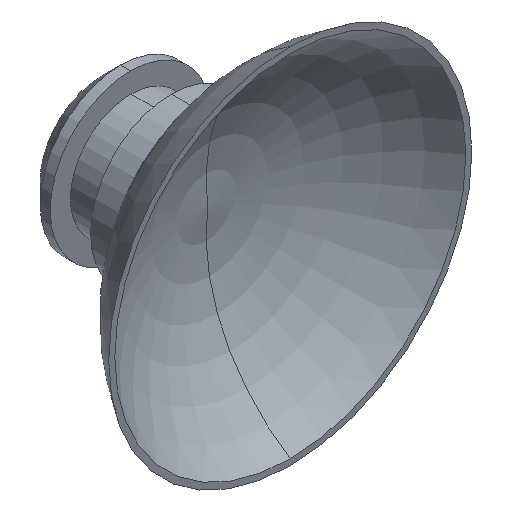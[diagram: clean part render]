
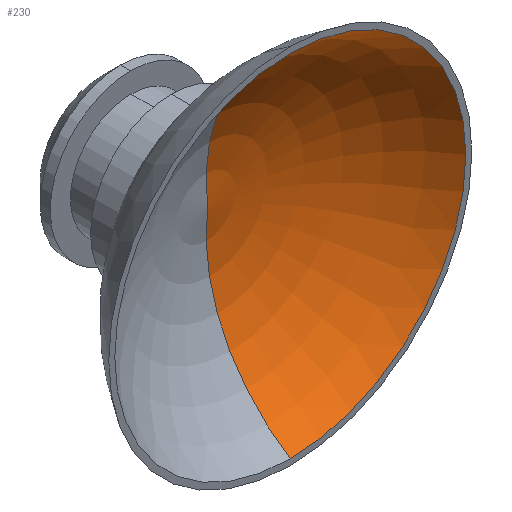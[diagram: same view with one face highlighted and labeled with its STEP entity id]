
A CAD part, isometric view. The second image highlights one B-rep face of the part: STEP entity #230.
In plain terms, the highlighted toroidal (fillet/blend) face has major radius 1.167 mm and minor radius 8.88 mm.
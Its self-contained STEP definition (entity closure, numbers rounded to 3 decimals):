
#13 = EDGE_CURVE ( 'NONE', #299, #51, #160, .T. ) ;
#44 = ORIENTED_EDGE ( 'NONE', *, *, #325, .F. ) ;
#51 = VERTEX_POINT ( 'NONE', #495 ) ;
#53 = AXIS2_PLACEMENT_3D ( 'NONE', #278, #265, #284 ) ;
#150 = VERTEX_POINT ( 'NONE', #214 ) ;
#160 = CIRCLE ( 'NONE', #339, 8.88 ) ;
#214 = CARTESIAN_POINT ( 'NONE',  ( 0., 0., 8.7 ) ) ;
#218 = EDGE_CURVE ( 'NONE', #51, #150, #297, .T. ) ;
#223 = CIRCLE ( 'NONE', #502, 8.88 ) ;
#230 = ADVANCED_FACE ( 'NONE', ( #366 ), #329, .F. ) ;
#256 = CARTESIAN_POINT ( 'NONE',  ( 0., 0., 0. ) ) ;
#259 = DIRECTION ( 'NONE',  ( 0., -1., 0. ) ) ;
#260 = DIRECTION ( 'NONE',  ( 0., 0., -1. ) ) ;
#265 = DIRECTION ( 'NONE',  ( 0., -1., 0. ) ) ;
#278 = CARTESIAN_POINT ( 'NONE',  ( 0., -4.703, 0. ) ) ;
#284 = DIRECTION ( 'NONE',  ( 0., 0., -1. ) ) ;
#297 = CIRCLE ( 'NONE', #324, 8.7 ) ;
#299 = VERTEX_POINT ( 'NONE', #395 ) ;
#324 = AXIS2_PLACEMENT_3D ( 'NONE', #256, #259, #260 ) ;
#325 = EDGE_CURVE ( 'NONE', #299, #150, #223, .T. ) ;
#329 = TOROIDAL_SURFACE ( 'NONE', #53, 1.168, 8.88 ) ;
#339 = AXIS2_PLACEMENT_3D ( 'NONE', #483, #490, #494 ) ;
#366 = FACE_OUTER_BOUND ( 'NONE', #515, .T. ) ;
#395 = CARTESIAN_POINT ( 'NONE',  ( 0., 4.1, 0. ) ) ;
#445 = CARTESIAN_POINT ( 'NONE',  ( 0., -4.703, 1.168 ) ) ;
#447 = DIRECTION ( 'NONE',  ( 1., 0., 0. ) ) ;
#450 = DIRECTION ( 'NONE',  ( 0., 0., -1. ) ) ;
#483 = CARTESIAN_POINT ( 'NONE',  ( 0., -4.703, -1.168 ) ) ;
#490 = DIRECTION ( 'NONE',  ( -1., 0., 0. ) ) ;
#494 = DIRECTION ( 'NONE',  ( 0., 0., 1. ) ) ;
#495 = CARTESIAN_POINT ( 'NONE',  ( 0., 0., -8.7 ) ) ;
#502 = AXIS2_PLACEMENT_3D ( 'NONE', #445, #447, #450 ) ;
#508 = ORIENTED_EDGE ( 'NONE', *, *, #218, .T. ) ;
#515 = EDGE_LOOP ( 'NONE', ( #44, #527, #508 ) ) ;
#527 = ORIENTED_EDGE ( 'NONE', *, *, #13, .T. ) ;
